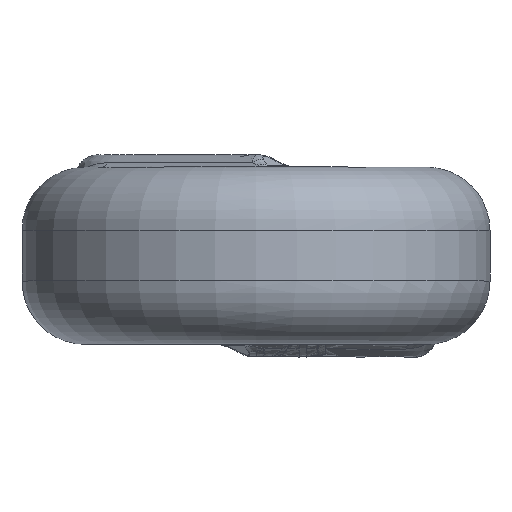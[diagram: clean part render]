
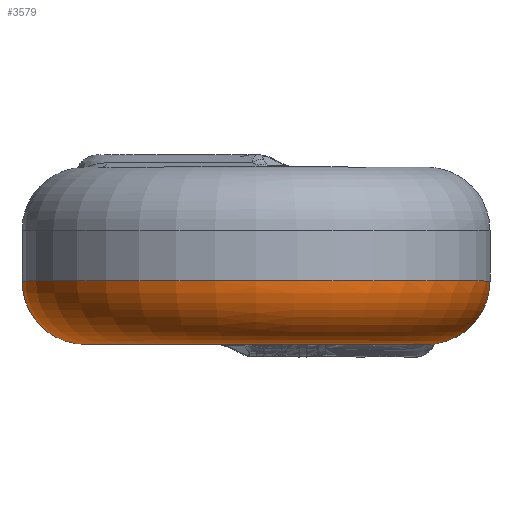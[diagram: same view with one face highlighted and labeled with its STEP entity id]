
A CAD part, top view. The second image highlights one B-rep face of the part: STEP entity #3579.
In plain terms, the highlighted toroidal (fillet/blend) face has major radius 2.7 mm and minor radius 1 mm.
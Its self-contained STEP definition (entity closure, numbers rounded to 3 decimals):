
#18=TOROIDAL_SURFACE('',#5197,2.7,1.);
#678=B_SPLINE_CURVE_WITH_KNOTS('',3,(#9465,#9466,#9467,#9468,#9469,#9470,
#9471,#9472,#9473,#9474),.UNSPECIFIED.,.F.,.F.,(4,1,1,1,1,1,1,4),(0.,0.001,
0.001,0.001,0.002,0.002,
0.002,0.003),.UNSPECIFIED.);
#679=B_SPLINE_CURVE_WITH_KNOTS('',3,(#9477,#9478,#9479,#9480),
 .UNSPECIFIED.,.F.,.F.,(4,4),(0.,0.),.UNSPECIFIED.);
#680=B_SPLINE_CURVE_WITH_KNOTS('',3,(#9481,#9482,#9483,#9484,#9485),
 .UNSPECIFIED.,.F.,.F.,(4,1,4),(0.,0.001,0.001),
 .UNSPECIFIED.);
#1417=ORIENTED_EDGE('',*,*,#2375,.F.);
#1418=ORIENTED_EDGE('',*,*,#2376,.T.);
#1419=ORIENTED_EDGE('',*,*,#2377,.T.);
#1420=ORIENTED_EDGE('',*,*,#2173,.F.);
#1421=ORIENTED_EDGE('',*,*,#2378,.T.);
#2173=EDGE_CURVE('',#2715,#2716,#3038,.F.);
#2375=EDGE_CURVE('',#2886,#2886,#3045,.T.);
#2376=EDGE_CURVE('',#2887,#2888,#678,.T.);
#2377=EDGE_CURVE('',#2888,#2716,#679,.T.);
#2378=EDGE_CURVE('',#2715,#2887,#680,.T.);
#2715=VERTEX_POINT('',#6897);
#2716=VERTEX_POINT('',#6899);
#2886=VERTEX_POINT('',#9464);
#2887=VERTEX_POINT('',#9475);
#2888=VERTEX_POINT('',#9476);
#3038=CIRCLE('',#5185,2.7);
#3045=CIRCLE('',#5198,3.7);
#3125=EDGE_LOOP('',(#1417));
#3126=EDGE_LOOP('',(#1418,#1419,#1420,#1421));
#3349=FACE_BOUND('',#3125,.T.);
#3350=FACE_BOUND('',#3126,.T.);
#3579=ADVANCED_FACE('',(#3349,#3350),#18,.T.);
#5185=AXIS2_PLACEMENT_3D('',#6898,#5360,#5361);
#5197=AXIS2_PLACEMENT_3D('',#9462,#5461,#5462);
#5198=AXIS2_PLACEMENT_3D('',#9463,#5463,#5464);
#5360=DIRECTION('',(0.,1.,0.));
#5361=DIRECTION('',(0.,0.,1.));
#5461=DIRECTION('',(0.,1.,0.));
#5462=DIRECTION('',(0.,0.,1.));
#5463=DIRECTION('',(0.,1.,0.));
#5464=DIRECTION('',(0.,0.,1.));
#6897=CARTESIAN_POINT('',(2.449,-1.2,-1.138));
#6898=CARTESIAN_POINT('',(0.,-1.2,0.));
#6899=CARTESIAN_POINT('',(1.961,-1.2,-1.856));
#9462=CARTESIAN_POINT('',(0.,-0.2,0.));
#9463=CARTESIAN_POINT('',(0.,-0.2,0.));
#9464=CARTESIAN_POINT('',(0.,-0.2,3.7));
#9465=CARTESIAN_POINT('',(2.866,-0.723,-2.099));
#9466=CARTESIAN_POINT('',(2.809,-0.624,-2.28));
#9467=CARTESIAN_POINT('',(2.657,-0.484,-2.533));
#9468=CARTESIAN_POINT('',(2.351,-0.436,-2.825));
#9469=CARTESIAN_POINT('',(2.08,-0.49,-3.02));
#9470=CARTESIAN_POINT('',(1.847,-0.769,-3.026));
#9471=CARTESIAN_POINT('',(1.878,-0.992,-2.752));
#9472=CARTESIAN_POINT('',(1.944,-1.106,-2.468));
#9473=CARTESIAN_POINT('',(1.991,-1.151,-2.266));
#9474=CARTESIAN_POINT('',(2.012,-1.167,-2.163));
#9475=CARTESIAN_POINT('',(2.866,-0.723,-2.099));
#9476=CARTESIAN_POINT('',(2.012,-1.167,-2.163));
#9477=CARTESIAN_POINT('',(2.012,-1.167,-2.163));
#9478=CARTESIAN_POINT('',(2.032,-1.184,-2.058));
#9479=CARTESIAN_POINT('',(2.023,-1.2,-1.944));
#9480=CARTESIAN_POINT('',(1.961,-1.2,-1.856));
#9481=CARTESIAN_POINT('',(2.449,-1.2,-1.138));
#9482=CARTESIAN_POINT('',(2.595,-1.2,-1.284));
#9483=CARTESIAN_POINT('',(2.893,-1.073,-1.569));
#9484=CARTESIAN_POINT('',(2.921,-0.819,-1.924));
#9485=CARTESIAN_POINT('',(2.866,-0.723,-2.099));
